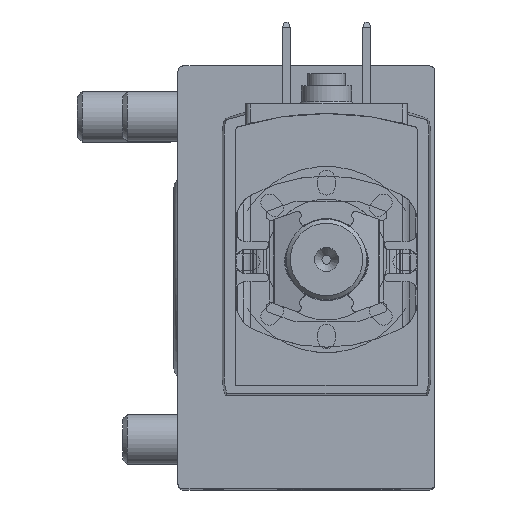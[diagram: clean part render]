
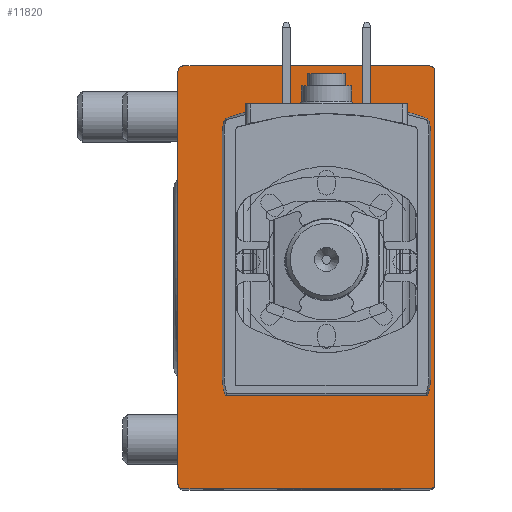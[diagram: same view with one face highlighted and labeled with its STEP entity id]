
A CAD part, top view. The second image highlights one B-rep face of the part: STEP entity #11820.
In plain terms, the highlighted planar face has unit normal (0, 0, 1).
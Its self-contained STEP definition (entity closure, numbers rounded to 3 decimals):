
#424=LINE('',#16213,#1259);
#458=LINE('',#16300,#1293);
#500=LINE('',#16493,#1335);
#507=LINE('',#16510,#1342);
#508=LINE('',#16515,#1343);
#509=LINE('',#16520,#1344);
#510=LINE('',#16524,#1345);
#511=LINE('',#16528,#1346);
#1259=VECTOR('',#13387,1000.);
#1293=VECTOR('',#13441,1000.);
#1335=VECTOR('',#13555,1000.);
#1342=VECTOR('',#13570,1000.);
#1343=VECTOR('',#13579,1000.);
#1344=VECTOR('',#13584,1000.);
#1345=VECTOR('',#13587,1000.);
#1346=VECTOR('',#13590,1000.);
#2242=ORIENTED_EDGE('',*,*,#4900,.T.);
#2243=ORIENTED_EDGE('',*,*,#4841,.F.);
#2244=ORIENTED_EDGE('',*,*,#4901,.F.);
#2245=ORIENTED_EDGE('',*,*,#4902,.F.);
#2246=ORIENTED_EDGE('',*,*,#4903,.F.);
#2247=ORIENTED_EDGE('',*,*,#4904,.F.);
#2248=ORIENTED_EDGE('',*,*,#4905,.F.);
#2249=ORIENTED_EDGE('',*,*,#4906,.F.);
#2250=ORIENTED_EDGE('',*,*,#4907,.F.);
#2251=ORIENTED_EDGE('',*,*,#4908,.F.);
#2252=ORIENTED_EDGE('',*,*,#4909,.F.);
#2253=ORIENTED_EDGE('',*,*,#4837,.F.);
#2254=ORIENTED_EDGE('',*,*,#4888,.T.);
#2255=ORIENTED_EDGE('',*,*,#4874,.T.);
#2256=ORIENTED_EDGE('',*,*,#4897,.T.);
#2257=ORIENTED_EDGE('',*,*,#4899,.T.);
#2258=ORIENTED_EDGE('',*,*,#4765,.T.);
#2259=ORIENTED_EDGE('',*,*,#4876,.T.);
#2260=ORIENTED_EDGE('',*,*,#4808,.T.);
#2261=ORIENTED_EDGE('',*,*,#4870,.T.);
#4765=EDGE_CURVE('',#6101,#6100,#424,.T.);
#4808=EDGE_CURVE('',#6144,#6143,#458,.T.);
#4837=EDGE_CURVE('',#6172,#6173,#7029,.T.);
#4841=EDGE_CURVE('',#6176,#6170,#7031,.T.);
#4870=EDGE_CURVE('',#6143,#6204,#7039,.T.);
#4874=EDGE_CURVE('',#6205,#6208,#7041,.T.);
#4876=EDGE_CURVE('',#6100,#6144,#7043,.T.);
#4888=EDGE_CURVE('',#6204,#6205,#500,.T.);
#4897=EDGE_CURVE('',#6208,#6222,#507,.T.);
#4899=EDGE_CURVE('',#6222,#6101,#7051,.T.);
#4900=EDGE_CURVE('',#6172,#6170,#508,.T.);
#4901=EDGE_CURVE('',#6223,#6176,#7052,.T.);
#4902=EDGE_CURVE('',#6224,#6223,#7053,.T.);
#4903=EDGE_CURVE('',#6225,#6224,#509,.T.);
#4904=EDGE_CURVE('',#6226,#6225,#7054,.T.);
#4905=EDGE_CURVE('',#6227,#6226,#510,.T.);
#4906=EDGE_CURVE('',#6228,#6227,#7055,.T.);
#4907=EDGE_CURVE('',#6229,#6228,#511,.T.);
#4908=EDGE_CURVE('',#6230,#6229,#7056,.T.);
#4909=EDGE_CURVE('',#6173,#6230,#7057,.T.);
#6100=VERTEX_POINT('',#16212);
#6101=VERTEX_POINT('',#16214);
#6143=VERTEX_POINT('',#16299);
#6144=VERTEX_POINT('',#16301);
#6170=VERTEX_POINT('',#16357);
#6172=VERTEX_POINT('',#16364);
#6173=VERTEX_POINT('',#16366);
#6176=VERTEX_POINT('',#16372);
#6204=VERTEX_POINT('',#16458);
#6205=VERTEX_POINT('',#16462);
#6208=VERTEX_POINT('',#16467);
#6222=VERTEX_POINT('',#16509);
#6223=VERTEX_POINT('',#16517);
#6224=VERTEX_POINT('',#16519);
#6225=VERTEX_POINT('',#16521);
#6226=VERTEX_POINT('',#16523);
#6227=VERTEX_POINT('',#16525);
#6228=VERTEX_POINT('',#16527);
#6229=VERTEX_POINT('',#16529);
#6230=VERTEX_POINT('',#16531);
#7029=CIRCLE('',#12407,30.);
#7031=CIRCLE('',#12409,30.);
#7039=CIRCLE('',#12420,0.5);
#7041=CIRCLE('',#12423,0.5);
#7043=CIRCLE('',#12426,0.5);
#7051=CIRCLE('',#12439,0.5);
#7052=CIRCLE('',#12441,0.5);
#7053=CIRCLE('',#12442,6.);
#7054=CIRCLE('',#12443,6.);
#7055=CIRCLE('',#12444,6.);
#7056=CIRCLE('',#12445,6.);
#7057=CIRCLE('',#12446,0.5);
#7414=EDGE_LOOP('',(#2242,#2243,#2244,#2245,#2246,#2247,#2248,#2249,#2250,
#2251,#2252,#2253));
#7415=EDGE_LOOP('',(#2254,#2255,#2256,#2257,#2258,#2259,#2260,#2261));
#8088=FACE_BOUND('',#7414,.T.);
#8089=FACE_BOUND('',#7415,.T.);
#8743=PLANE('',#12440);
#11820=ADVANCED_FACE('',(#8088,#8089),#8743,.T.);
#12407=AXIS2_PLACEMENT_3D('',#16365,#13479,#13480);
#12409=AXIS2_PLACEMENT_3D('',#16373,#13485,#13486);
#12420=AXIS2_PLACEMENT_3D('',#16459,#13520,#13521);
#12423=AXIS2_PLACEMENT_3D('',#16468,#13528,#13529);
#12426=AXIS2_PLACEMENT_3D('',#16471,#13534,#13535);
#12439=AXIS2_PLACEMENT_3D('',#16513,#13575,#13576);
#12440=AXIS2_PLACEMENT_3D('',#16514,#13577,#13578);
#12441=AXIS2_PLACEMENT_3D('',#16516,#13580,#13581);
#12442=AXIS2_PLACEMENT_3D('',#16518,#13582,#13583);
#12443=AXIS2_PLACEMENT_3D('',#16522,#13585,#13586);
#12444=AXIS2_PLACEMENT_3D('',#16526,#13588,#13589);
#12445=AXIS2_PLACEMENT_3D('',#16530,#13591,#13592);
#12446=AXIS2_PLACEMENT_3D('',#16532,#13593,#13594);
#13387=DIRECTION('',(0.,-1.,0.));
#13441=DIRECTION('',(1.,0.,0.));
#13479=DIRECTION('',(0.,0.,1.));
#13480=DIRECTION('',(1.,0.,0.));
#13485=DIRECTION('',(0.,0.,1.));
#13486=DIRECTION('',(1.,0.,0.));
#13520=DIRECTION('',(0.,0.,1.));
#13521=DIRECTION('',(1.,0.,0.));
#13528=DIRECTION('',(0.,0.,1.));
#13529=DIRECTION('',(1.,0.,0.));
#13534=DIRECTION('',(0.,0.,1.));
#13535=DIRECTION('',(1.,0.,0.));
#13555=DIRECTION('',(0.,1.,0.));
#13570=DIRECTION('',(-1.,0.,0.));
#13575=DIRECTION('',(0.,0.,1.));
#13576=DIRECTION('',(1.,0.,0.));
#13577=DIRECTION('',(0.,0.,1.));
#13578=DIRECTION('',(1.,0.,0.));
#13579=DIRECTION('',(1.,0.,0.));
#13580=DIRECTION('',(0.,0.,1.));
#13581=DIRECTION('',(1.,0.,0.));
#13582=DIRECTION('',(0.,0.,1.));
#13583=DIRECTION('',(1.,0.,0.));
#13584=DIRECTION('',(0.,1.,0.));
#13585=DIRECTION('',(0.,0.,1.));
#13586=DIRECTION('',(1.,0.,0.));
#13587=DIRECTION('',(1.,0.,0.));
#13588=DIRECTION('',(0.,0.,1.));
#13589=DIRECTION('',(1.,0.,0.));
#13590=DIRECTION('',(0.,-1.,0.));
#13591=DIRECTION('',(0.,0.,1.));
#13592=DIRECTION('',(1.,0.,0.));
#13593=DIRECTION('',(0.,0.,1.));
#13594=DIRECTION('',(1.,0.,0.));
#16212=CARTESIAN_POINT('',(-14.75,0.5,28.9));
#16213=CARTESIAN_POINT('',(-14.75,41.5,28.9));
#16214=CARTESIAN_POINT('',(-14.75,41.5,28.9));
#16299=CARTESIAN_POINT('',(10.25,0.,28.9));
#16300=CARTESIAN_POINT('',(-14.25,0.,28.9));
#16301=CARTESIAN_POINT('',(-14.25,0.,28.9));
#16357=CARTESIAN_POINT('',(7.681,37.5,28.9));
#16364=CARTESIAN_POINT('',(-7.681,37.5,28.9));
#16365=CARTESIAN_POINT('',(0.,8.5,28.9));
#16366=CARTESIAN_POINT('',(-9.869,36.83,28.9));
#16372=CARTESIAN_POINT('',(9.869,36.83,28.9));
#16373=CARTESIAN_POINT('',(0.,8.5,28.9));
#16458=CARTESIAN_POINT('',(10.75,0.5,28.9));
#16459=CARTESIAN_POINT('',(10.25,0.5,28.9));
#16462=CARTESIAN_POINT('',(10.75,41.5,28.9));
#16467=CARTESIAN_POINT('',(10.25,42.,28.9));
#16468=CARTESIAN_POINT('',(10.25,41.5,28.9));
#16471=CARTESIAN_POINT('',(-14.25,0.5,28.9));
#16493=CARTESIAN_POINT('',(10.75,0.5,28.9));
#16509=CARTESIAN_POINT('',(-14.25,42.,28.9));
#16510=CARTESIAN_POINT('',(10.25,42.,28.9));
#16513=CARTESIAN_POINT('',(-14.25,41.5,28.9));
#16514=CARTESIAN_POINT('',(-14.25,0.5,28.9));
#16515=CARTESIAN_POINT('',(-19.,37.5,28.9));
#16516=CARTESIAN_POINT('',(9.704,36.358,28.9));
#16517=CARTESIAN_POINT('',(10.191,36.473,28.9));
#16518=CARTESIAN_POINT('',(4.35,35.1,28.9));
#16519=CARTESIAN_POINT('',(10.35,35.1,28.9));
#16520=CARTESIAN_POINT('',(10.35,11.2,28.9));
#16521=CARTESIAN_POINT('',(10.35,11.2,28.9));
#16522=CARTESIAN_POINT('',(4.35,11.2,28.9));
#16523=CARTESIAN_POINT('',(10.041,9.3,28.9));
#16524=CARTESIAN_POINT('',(-10.041,9.3,28.9));
#16525=CARTESIAN_POINT('',(-10.041,9.3,28.9));
#16526=CARTESIAN_POINT('',(-4.35,11.2,28.9));
#16527=CARTESIAN_POINT('',(-10.35,11.2,28.9));
#16528=CARTESIAN_POINT('',(-10.35,35.1,28.9));
#16529=CARTESIAN_POINT('',(-10.35,35.1,28.9));
#16530=CARTESIAN_POINT('',(-4.35,35.1,28.9));
#16531=CARTESIAN_POINT('',(-10.191,36.473,28.9));
#16532=CARTESIAN_POINT('',(-9.704,36.358,28.9));
